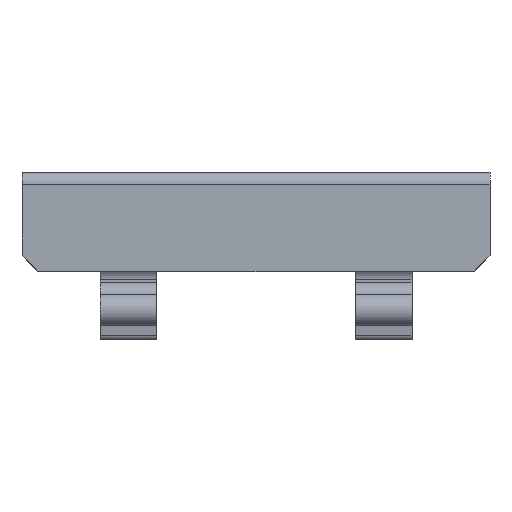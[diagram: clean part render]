
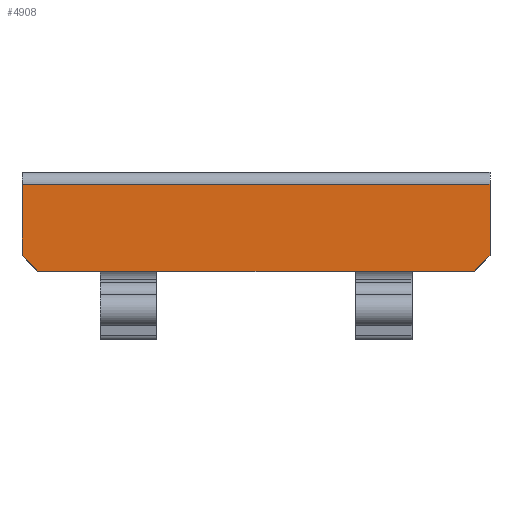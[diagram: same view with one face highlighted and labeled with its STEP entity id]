
A CAD part, top view. The second image highlights one B-rep face of the part: STEP entity #4908.
In plain terms, the highlighted planar face has unit normal (0, 0, 1).
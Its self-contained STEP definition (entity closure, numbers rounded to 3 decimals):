
#4893=AXIS2_PLACEMENT_3D('Plane Axis2P3D',#4890,#4891,#4892) ;
#1920=CARTESIAN_POINT('Line Origine',(0.,2.74,40.45)) ;
#1924=CARTESIAN_POINT('Vertex',(0.,6.3,40.45)) ;
#1926=CARTESIAN_POINT('Vertex',(0.,3.4,40.45)) ;
#2969=CARTESIAN_POINT('Line Origine',(9.6,6.3,40.45)) ;
#2973=CARTESIAN_POINT('Vertex',(19.2,6.3,40.45)) ;
#4638=CARTESIAN_POINT('Vertex',(18.55,2.75,40.45)) ;
#4645=CARTESIAN_POINT('Vertex',(19.2,3.4,40.45)) ;
#4648=CARTESIAN_POINT('Line Origine',(18.875,3.075,40.45)) ;
#4665=CARTESIAN_POINT('Line Origine',(9.6,2.75,40.45)) ;
#4669=CARTESIAN_POINT('Vertex',(0.65,2.75,40.45)) ;
#4789=CARTESIAN_POINT('Line Origine',(0.325,3.075,40.45)) ;
#4890=CARTESIAN_POINT('Axis2P3D Location',(14.625,6.3,40.45)) ;
#4895=CARTESIAN_POINT('Line Origine',(19.2,4.85,40.45)) ;
#1921=DIRECTION('Vector Direction',(0.,1.,0.)) ;
#2970=DIRECTION('Vector Direction',(-1.,0.,0.)) ;
#4649=DIRECTION('Vector Direction',(0.707,0.707,0.)) ;
#4666=DIRECTION('Vector Direction',(1.,0.,0.)) ;
#4790=DIRECTION('Vector Direction',(-0.707,0.707,0.)) ;
#4891=DIRECTION('Axis2P3D Direction',(0.,0.,1.)) ;
#4892=DIRECTION('Axis2P3D XDirection',(0.,-1.,0.)) ;
#4896=DIRECTION('Vector Direction',(0.,-1.,0.)) ;
#1922=VECTOR('Line Direction',#1921,1.) ;
#2971=VECTOR('Line Direction',#2970,1.) ;
#4650=VECTOR('Line Direction',#4649,1.) ;
#4667=VECTOR('Line Direction',#4666,1.) ;
#4791=VECTOR('Line Direction',#4790,1.) ;
#4897=VECTOR('Line Direction',#4896,1.) ;
#4901=ORIENTED_EDGE('',*,*,#4671,.F.) ;
#4902=ORIENTED_EDGE('',*,*,#4652,.F.) ;
#4903=ORIENTED_EDGE('',*,*,#4899,.F.) ;
#4904=ORIENTED_EDGE('',*,*,#2975,.F.) ;
#4905=ORIENTED_EDGE('',*,*,#1928,.T.) ;
#4906=ORIENTED_EDGE('',*,*,#4793,.F.) ;
#4908=ADVANCED_FACE('V1',(#4907),#4894,.T.) ;
#1928=EDGE_CURVE('',#1925,#1927,#1923,.F.) ;
#2975=EDGE_CURVE('',#1925,#2974,#2972,.F.) ;
#4652=EDGE_CURVE('',#4646,#4639,#4651,.F.) ;
#4671=EDGE_CURVE('',#4639,#4670,#4668,.F.) ;
#4793=EDGE_CURVE('',#4670,#1927,#4792,.T.) ;
#4899=EDGE_CURVE('',#2974,#4646,#4898,.T.) ;
#4900=EDGE_LOOP('',(#4901,#4902,#4903,#4904,#4905,#4906)) ;
#4907=FACE_OUTER_BOUND('',#4900,.T.) ;
#1923=LINE('Line',#1920,#1922) ;
#2972=LINE('Line',#2969,#2971) ;
#4651=LINE('Line',#4648,#4650) ;
#4668=LINE('Line',#4665,#4667) ;
#4792=LINE('Line',#4789,#4791) ;
#4898=LINE('Line',#4895,#4897) ;
#4894=PLANE('',#4893) ;
#1925=VERTEX_POINT('',#1924) ;
#1927=VERTEX_POINT('',#1926) ;
#2974=VERTEX_POINT('',#2973) ;
#4639=VERTEX_POINT('',#4638) ;
#4646=VERTEX_POINT('',#4645) ;
#4670=VERTEX_POINT('',#4669) ;
